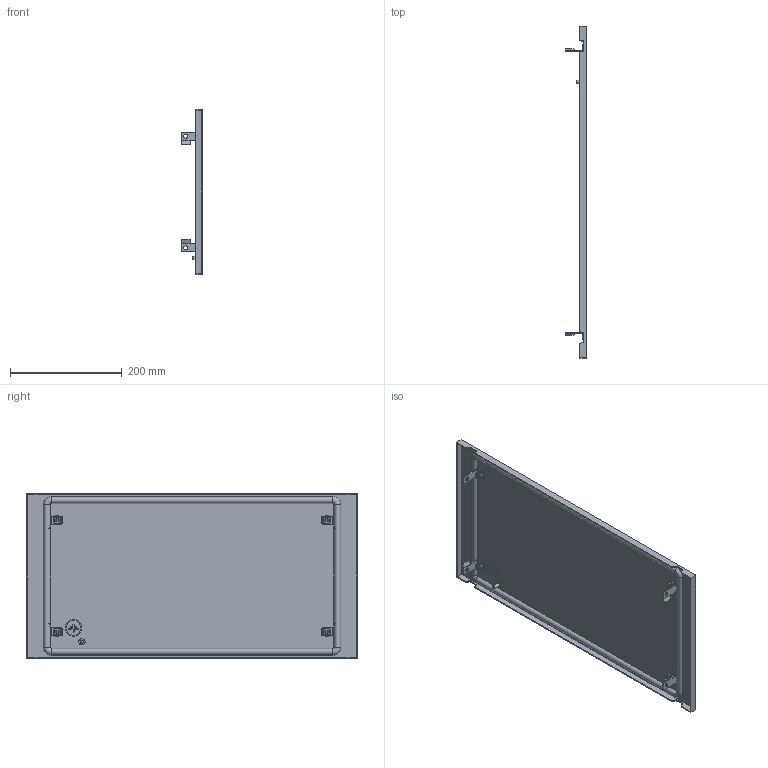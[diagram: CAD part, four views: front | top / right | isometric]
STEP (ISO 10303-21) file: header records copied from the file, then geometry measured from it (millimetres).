
FILE_DESCRIPTION (( 'STEP AP203' ), '1' );
FILE_NAME ('FO-00-PWSB-030-060 FORMAT Ôàëüø-ïàíåëü âíåøíÿÿ ãëóõàÿ 300õ600 IEK.STEP', '2024-07-08T17:23:14', ( '' ), ( '' ), 'SwSTEP 2.0', 'SolidWorks 2022', '' );
FILE_SCHEMA (( 'CONFIG_CONTROL_DESIGN' ));
Length unit declared in the file: millimetre
Products named in the file (1): FO-00-PWSB-030-060 FORMAT Фальш-панель внешняя глухая 300х600 IEK
Bounding box: 38.5 x 595 x 296 mm (x, y, z)
Volume: 488122.9 mm3; surface area: 418161.8 mm2
Topology: 17 solids, 18 shells, 721 faces, 1697 edges, 1023 vertices
Faces by surface type: plane 425, cylinder 230, cone 46, torus 20
Entity records: 20468 total; most frequent: DIRECTION 3703, CARTESIAN_POINT 3440, ORIENTED_EDGE 3390, EDGE_CURVE 1695, AXIS2_PLACEMENT_3D 1286, VECTOR 1131, LINE 1131, VERTEX_POINT 1023
